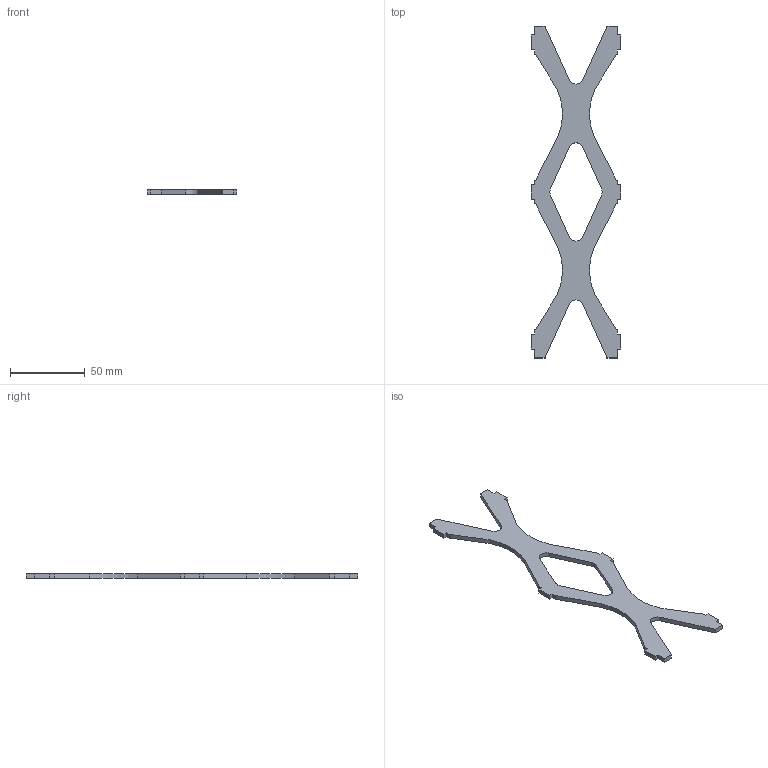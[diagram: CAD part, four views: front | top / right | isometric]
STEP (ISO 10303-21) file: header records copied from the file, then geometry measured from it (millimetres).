
FILE_DESCRIPTION(/* description */ (''),/* implementation_level */ '2;1');
FILE_NAME(/* name */ 'Avstiving.stp',/* time_stamp */ '2025-08-07T17:07:55+02:00',/* author */ ('roone'),/* organization */ (''),/* preprocessor_version */ 'ST-DEVELOPER v20',/* originating_system */ 'Autodesk Inventor 2025',/* authorisation */ '');
FILE_SCHEMA (('AUTOMOTIVE_DESIGN { 1 0 10303 214 3 1 1 }'));
Length unit declared in the file: millimetre
Products named in the file (1): Avstiving Med Grop
Bounding box: 60 x 221.95 x 3 mm (x, y, z)
Volume: 15837.7 mm3; surface area: 13177.8 mm2
Topology: 1 solids, 1 shells, 70 faces, 204 edges, 136 vertices
Faces by surface type: plane 60, cylinder 10
Entity records: 2333 total; most frequent: CARTESIAN_POINT 411, ORIENTED_EDGE 408, DIRECTION 366, EDGE_CURVE 204, LINE 184, VECTOR 184, VERTEX_POINT 136, AXIS2_PLACEMENT_3D 91
